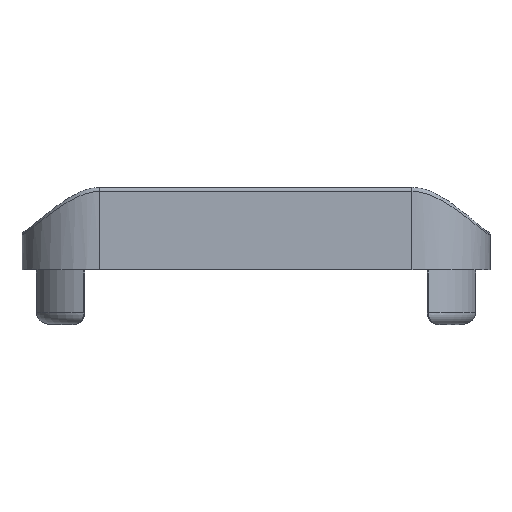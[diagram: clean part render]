
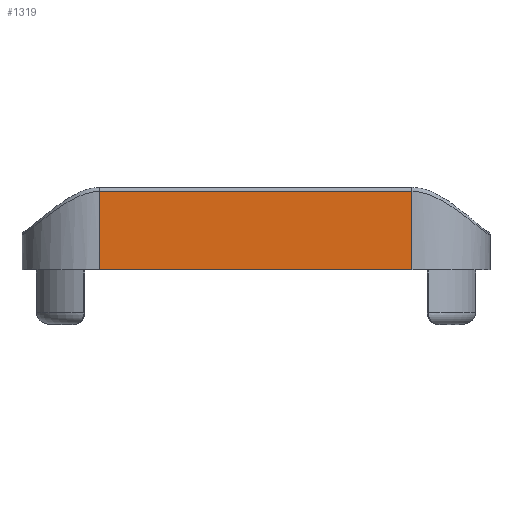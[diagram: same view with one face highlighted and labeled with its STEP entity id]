
A CAD part, front view. The second image highlights one B-rep face of the part: STEP entity #1319.
In plain terms, the highlighted planar face has unit normal (0, -1, 0).
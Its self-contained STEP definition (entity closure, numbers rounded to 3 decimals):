
#442 = EDGE_CURVE ( 'NONE', #3027, #3044, #2885, .T. ) ;
#446 = EDGE_CURVE ( 'NONE', #3024, #3118, #2881, .T. ) ;
#449 = EDGE_CURVE ( 'NONE', #3024, #3027, #2878, .T. ) ;
#785 = ORIENTED_EDGE ( 'NONE', *, *, #442, .T. ) ;
#786 = ORIENTED_EDGE ( 'NONE', *, *, #3970, .T. ) ;
#787 = ORIENTED_EDGE ( 'NONE', *, *, #449, .T. ) ;
#1111 = AXIS2_PLACEMENT_3D ( 'NONE', #1528, #1534, #1535 ) ;
#1319 = ADVANCED_FACE ( 'NONE', ( #2564 ), #1532, .F. ) ;
#1528 = CARTESIAN_POINT ( 'NONE',  ( -1793.839, 1992.36, 15. ) ) ;
#1532 = PLANE ( 'NONE',  #1111 ) ;
#1534 = DIRECTION ( 'NONE',  ( 0., 1., 0. ) ) ;
#1535 = DIRECTION ( 'NONE',  ( -1., 0., 0. ) ) ;
#1811 = CARTESIAN_POINT ( 'NONE',  ( -1753.839, 1992.36, 10.077 ) ) ;
#1814 = CARTESIAN_POINT ( 'NONE',  ( -1793.839, 1992.36, 10.077 ) ) ;
#1831 = CARTESIAN_POINT ( 'NONE',  ( -1793.839, 1992.36, 0. ) ) ;
#1905 = CARTESIAN_POINT ( 'NONE',  ( -1753.839, 1992.36, 0. ) ) ;
#1968 = CARTESIAN_POINT ( 'NONE',  ( -1793.839, 1992.36, 0. ) ) ;
#1969 = DIRECTION ( 'NONE',  ( 1., 0., 0. ) ) ;
#2525 = VECTOR ( 'NONE', #1969, 1000. ) ;
#2527 = LINE ( 'NONE', #1968, #2525 ) ;
#2564 = FACE_OUTER_BOUND ( 'NONE', #3209, .T. ) ;
#2875 = VECTOR ( 'NONE', #3885, 1000. ) ;
#2878 = LINE ( 'NONE', #3886, #2875 ) ;
#2880 = VECTOR ( 'NONE', #3912, 1000. ) ;
#2881 = LINE ( 'NONE', #3921, #2880 ) ;
#2884 = VECTOR ( 'NONE', #3887, 1000. ) ;
#2885 = LINE ( 'NONE', #3853, #2884 ) ;
#3024 = VERTEX_POINT ( 'NONE', #1811 ) ;
#3027 = VERTEX_POINT ( 'NONE', #1814 ) ;
#3044 = VERTEX_POINT ( 'NONE', #1831 ) ;
#3118 = VERTEX_POINT ( 'NONE', #1905 ) ;
#3209 = EDGE_LOOP ( 'NONE', ( #3507, #787, #785, #786 ) ) ;
#3507 = ORIENTED_EDGE ( 'NONE', *, *, #446, .F. ) ;
#3853 = CARTESIAN_POINT ( 'NONE',  ( -1793.839, 1992.36, 15. ) ) ;
#3885 = DIRECTION ( 'NONE',  ( -1., 0., 0. ) ) ;
#3886 = CARTESIAN_POINT ( 'NONE',  ( -1793.839, 1992.36, 10.077 ) ) ;
#3887 = DIRECTION ( 'NONE',  ( 0., 0., -1. ) ) ;
#3912 = DIRECTION ( 'NONE',  ( 0., 0., -1. ) ) ;
#3921 = CARTESIAN_POINT ( 'NONE',  ( -1753.839, 1992.36, 15. ) ) ;
#3970 = EDGE_CURVE ( 'NONE', #3044, #3118, #2527, .T. ) ;
